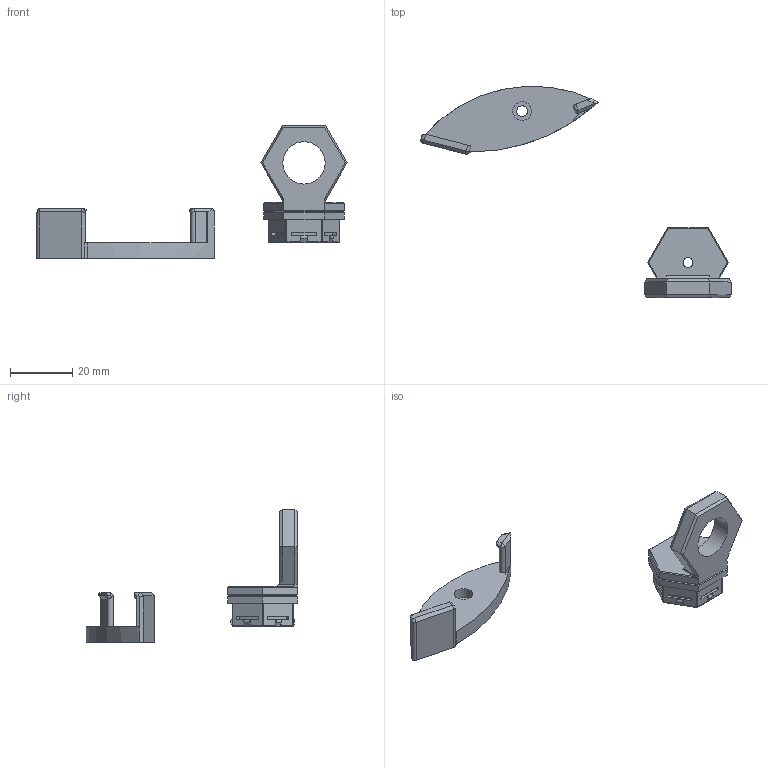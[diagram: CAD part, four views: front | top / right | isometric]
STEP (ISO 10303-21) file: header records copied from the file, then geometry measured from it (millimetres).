
FILE_DESCRIPTION(/* description */ (''),/* implementation_level */ '2;1');
FILE_NAME(/* name */ 'caliper and screw holder.step',/* time_stamp */ '2023-05-06T11:17:17+02:00',/* author */ (''),/* organization */ (''),/* preprocessor_version */ 'ST-DEVELOPER v19.2',/* originating_system */ 'Autodesk Translation Framework v12.4.0.73',/* authorisation */ '');
FILE_SCHEMA (('AUTOMOTIVE_DESIGN { 1 0 10303 214 3 1 1 }'));
Length unit declared in the file: millimetre
Products named in the file (1): caliper and screw holder
Bounding box: 99.64 x 67.89 x 42.7 mm (x, y, z)
Volume: 10606.4 mm3; surface area: 7340.4 mm2
Topology: 3 solids, 3 shells, 208 faces, 552 edges, 350 vertices
Faces by surface type: plane 175, cylinder 31, bspline 1, torus 1
Full cylindrical faces by diameter (mm): 3.2 x2, 3.5 x1, 6 x1, 13.6 x1
Entity records: 6420 total; most frequent: CARTESIAN_POINT 1158, ORIENTED_EDGE 1104, DIRECTION 1026, EDGE_CURVE 552, LINE 486, VECTOR 486, VERTEX_POINT 350, AXIS2_PLACEMENT_3D 270
